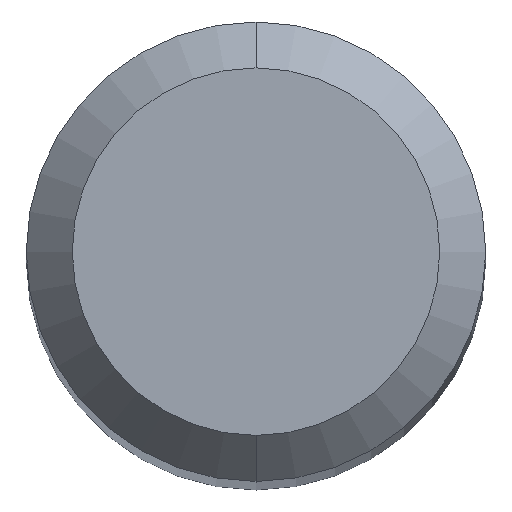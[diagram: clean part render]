
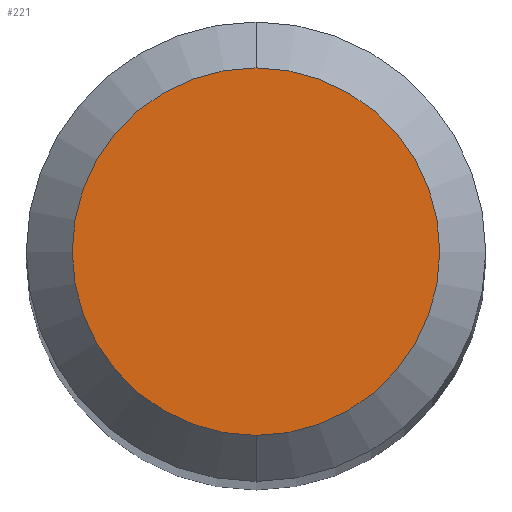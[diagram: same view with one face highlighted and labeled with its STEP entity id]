
A CAD part, top view. The second image highlights one B-rep face of the part: STEP entity #221.
In plain terms, the highlighted planar face has unit normal (0, 0, 1).
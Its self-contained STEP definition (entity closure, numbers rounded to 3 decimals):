
#183=EDGE_CURVE('',#319,#267,#493,.T.);
#221=ADVANCED_FACE('',(#533),#534,.T.);
#267=VERTEX_POINT('',#585);
#319=VERTEX_POINT('',#639);
#397=EDGE_CURVE('',#267,#319,#724,.T.);
#493=CIRCLE('',#823,1.2);
#533=FACE_OUTER_BOUND('',#879,.T.);
#534=PLANE('',#880);
#585=CARTESIAN_POINT('',(0.,-1.2,0.0));
#639=CARTESIAN_POINT('',(0.0,1.2,0.0));
#724=CIRCLE('',#1199,1.2);
#823=AXIS2_PLACEMENT_3D('',#1469,#1470,#1471);
#879=EDGE_LOOP('',(#1501,#1502));
#880=AXIS2_PLACEMENT_3D('',#1503,#1504,#1505);
#1199=AXIS2_PLACEMENT_3D('',#1699,#1700,#1701);
#1469=CARTESIAN_POINT('',(0.0,0.0,0.0));
#1470=DIRECTION('',(0.0,0.0,-1.0));
#1471=DIRECTION('',(0.0,1.0,0.0));
#1501=ORIENTED_EDGE('',*,*,#183,.F.);
#1502=ORIENTED_EDGE('',*,*,#397,.F.);
#1503=CARTESIAN_POINT('',(0.0,0.6,0.0));
#1504=DIRECTION('',(-0.0,0.0,1.0));
#1505=DIRECTION('',(0.0,-1.0,0.0));
#1699=CARTESIAN_POINT('',(0.0,0.0,0.0));
#1700=DIRECTION('',(0.0,0.0,-1.0));
#1701=DIRECTION('',(0.0,1.0,0.0));
